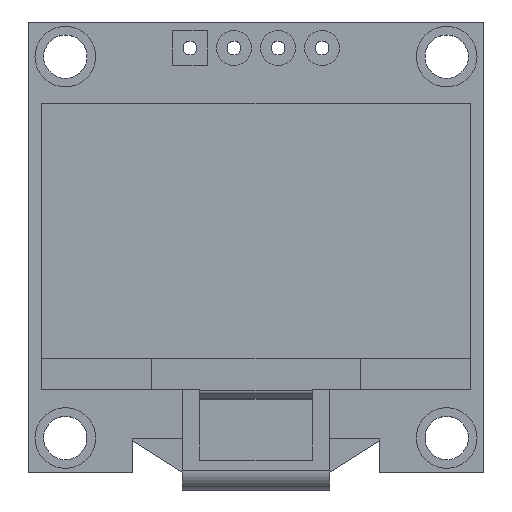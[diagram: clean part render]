
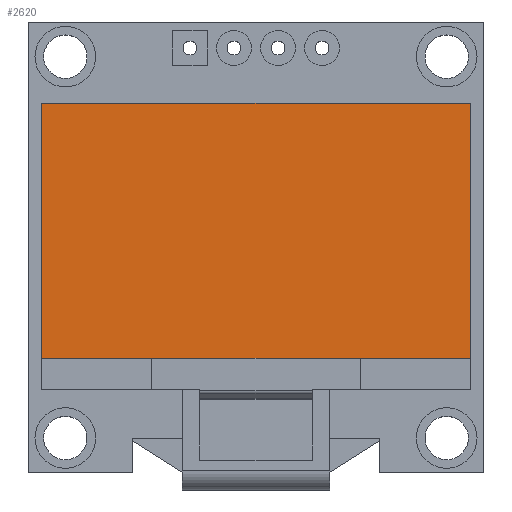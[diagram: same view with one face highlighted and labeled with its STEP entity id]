
A CAD part, top view. The second image highlights one B-rep face of the part: STEP entity #2620.
In plain terms, the highlighted planar face has unit normal (0, 0, 1).
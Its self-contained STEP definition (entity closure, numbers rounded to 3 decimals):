
#2491 = VERTEX_POINT('',#2492);
#2492 = CARTESIAN_POINT('',(-12.35,8.3,0.05));
#2498 = EDGE_CURVE('',#2491,#2499,#2501,.T.);
#2499 = VERTEX_POINT('',#2500);
#2500 = CARTESIAN_POINT('',(12.35,8.3,0.05));
#2501 = LINE('',#2502,#2503);
#2502 = CARTESIAN_POINT('',(-12.35,8.3,0.05));
#2503 = VECTOR('',#2504,1.);
#2504 = DIRECTION('',(1.,0.,0.));
#2529 = EDGE_CURVE('',#2499,#2530,#2532,.T.);
#2530 = VERTEX_POINT('',#2531);
#2531 = CARTESIAN_POINT('',(12.35,-6.4,0.05));
#2532 = LINE('',#2533,#2534);
#2533 = CARTESIAN_POINT('',(12.35,8.3,0.05));
#2534 = VECTOR('',#2535,1.);
#2535 = DIRECTION('',(0.,-1.,0.));
#2560 = EDGE_CURVE('',#2530,#2561,#2563,.T.);
#2561 = VERTEX_POINT('',#2562);
#2562 = CARTESIAN_POINT('',(-12.35,-6.4,0.05));
#2563 = LINE('',#2564,#2565);
#2564 = CARTESIAN_POINT('',(12.35,-6.4,0.05));
#2565 = VECTOR('',#2566,1.);
#2566 = DIRECTION('',(-1.,0.,0.));
#2591 = EDGE_CURVE('',#2561,#2491,#2592,.T.);
#2592 = LINE('',#2593,#2594);
#2593 = CARTESIAN_POINT('',(-12.35,-6.4,0.05));
#2594 = VECTOR('',#2595,1.);
#2595 = DIRECTION('',(0.,1.,0.));
#2620 = ADVANCED_FACE('',(#2621),#2627,.T.);
#2621 = FACE_BOUND('',#2622,.F.);
#2622 = EDGE_LOOP('',(#2623,#2624,#2625,#2626));
#2623 = ORIENTED_EDGE('',*,*,#2498,.T.);
#2624 = ORIENTED_EDGE('',*,*,#2529,.T.);
#2625 = ORIENTED_EDGE('',*,*,#2560,.T.);
#2626 = ORIENTED_EDGE('',*,*,#2591,.T.);
#2627 = PLANE('',#2628);
#2628 = AXIS2_PLACEMENT_3D('',#2629,#2630,#2631);
#2629 = CARTESIAN_POINT('',(0.,0.95,0.05));
#2630 = DIRECTION('',(0.,0.,1.));
#2631 = DIRECTION('',(1.,0.,0.));
